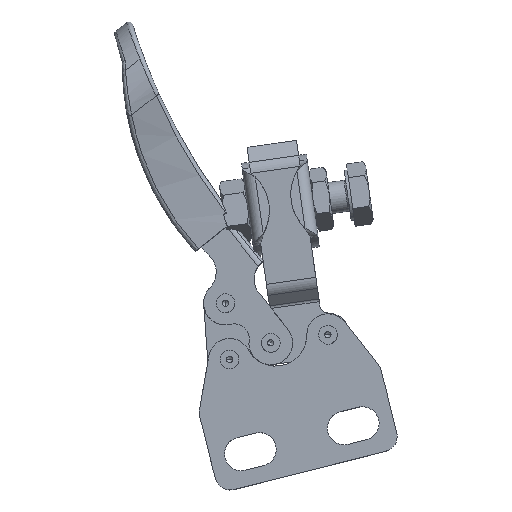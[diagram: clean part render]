
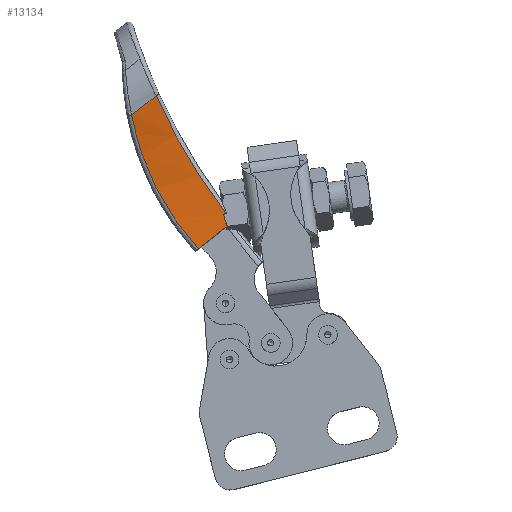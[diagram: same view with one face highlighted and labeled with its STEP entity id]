
A CAD part, top view. The second image highlights one B-rep face of the part: STEP entity #13134.
In plain terms, the highlighted cylindrical face has radius 54.833 mm (diameter 109.667 mm), a partial arc.
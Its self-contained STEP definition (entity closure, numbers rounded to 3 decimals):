
#979=CARTESIAN_POINT('',(-39.912,33.726,20.805));
#980=VERTEX_POINT('',#979);
#990=CARTESIAN_POINT('',(-36.791,36.196,20.805));
#991=VERTEX_POINT('',#990);
#992=CARTESIAN_POINT('',(-36.791,36.196,20.805));
#993=DIRECTION('',(-0.784,-0.621,0.));
#994=VECTOR('',#993,3.98);
#995=LINE('',#992,#994);
#996=EDGE_CURVE('',#991,#980,#995,.T.);
#4637=CARTESIAN_POINT('',(-27.801,21.106,17.51));
#4638=VERTEX_POINT('',#4637);
#4658=CARTESIAN_POINT('',(-28.135,21.011,17.513));
#4659=VERTEX_POINT('',#4658);
#4660=CARTESIAN_POINT('',(-1200.337,-908.95,72.327));
#4661=DIRECTION('',(0.01,-0.072,-0.997));
#4662=DIRECTION('',(0.785,0.619,-0.036));
#4663=AXIS2_PLACEMENT_3D('',#4660,#4661,#4662);
#4664=ELLIPSE('',#4663,1503.317,54.833);
#4665=EDGE_CURVE('',#4659,#4638,#4664,.T.);
#4735=CARTESIAN_POINT('',(-27.69,19.464,17.493));
#4736=VERTEX_POINT('',#4735);
#4737=CARTESIAN_POINT('',(-28.135,21.011,17.513));
#4738=CARTESIAN_POINT('',(-28.118,20.9,17.511));
#4739=CARTESIAN_POINT('',(-28.098,20.79,17.508));
#4740=CARTESIAN_POINT('',(-27.987,20.266,17.498));
#4741=CARTESIAN_POINT('',(-27.854,19.861,17.493));
#4742=CARTESIAN_POINT('',(-27.69,19.464,17.493));
#4743=B_SPLINE_CURVE_WITH_KNOTS('',3,(#4737,#4738,#4739,#4740,#4741,#4742),.UNSPECIFIED.,.F.,.U.,(4,2,4),(1.299,1.334,1.464),.UNSPECIFIED.);
#4744=EDGE_CURVE('',#4659,#4736,#4743,.T.);
#12281=CARTESIAN_POINT('',(-31.357,16.56,17.493));
#12282=VERTEX_POINT('',#12281);
#12283=CARTESIAN_POINT('',(-31.357,16.56,17.493));
#12284=DIRECTION('',(0.784,0.621,0.));
#12285=VECTOR('',#12284,4.677);
#12286=LINE('',#12283,#12285);
#12287=EDGE_CURVE('',#4736,#12282,#12286,.F.);
#12988=CARTESIAN_POINT('',(-31.357,16.56,17.493));
#12989=CARTESIAN_POINT('',(-32.034,17.295,17.493));
#12990=CARTESIAN_POINT('',(-32.681,18.061,17.52));
#12991=CARTESIAN_POINT('',(-34.121,19.926,17.65));
#12992=CARTESIAN_POINT('',(-34.884,21.046,17.775));
#12993=CARTESIAN_POINT('',(-36.006,22.918,18.055));
#12994=CARTESIAN_POINT('',(-36.408,23.649,18.18));
#12995=CARTESIAN_POINT('',(-36.971,24.766,18.396));
#12996=CARTESIAN_POINT('',(-37.151,25.142,18.472));
#12997=CARTESIAN_POINT('',(-37.603,26.125,18.682));
#12998=CARTESIAN_POINT('',(-37.863,26.738,18.823));
#12999=CARTESIAN_POINT('',(-38.491,28.345,19.214));
#13000=CARTESIAN_POINT('',(-38.83,29.347,19.481));
#13001=CARTESIAN_POINT('',(-39.443,31.475,20.09));
#13002=CARTESIAN_POINT('',(-39.707,32.602,20.438));
#13003=CARTESIAN_POINT('',(-39.912,33.726,20.805));
#13004=B_SPLINE_CURVE_WITH_KNOTS('',3,(#12988,#12989,#12990,#12991,#12992,#12993,#12994,#12995,#12996,#12997,#12998,#12999,#13000,#13001,#13002,#13003),.UNSPECIFIED.,.F.,.U.,(4,2,2,2,2,2,2,4),(0.056,0.358,0.766,1.022,1.149,1.354,1.681,2.043),.UNSPECIFIED.);
#13005=EDGE_CURVE('',#12282,#980,#13004,.T.);
#13109=CARTESIAN_POINT('',(-13.64,30.587,72.327));
#13110=DIRECTION('',(-0.784,-0.621,0.));
#13111=DIRECTION('',(0.0,0.0,-1.0));
#13112=AXIS2_PLACEMENT_3D('',#13109,#13110,#13111);
#13113=CYLINDRICAL_SURFACE('',#13112,54.833);
#13114=ORIENTED_EDGE('',*,*,#4665,.T.);
#13115=CARTESIAN_POINT('',(-36.791,36.196,20.805));
#13116=CARTESIAN_POINT('',(-36.471,35.485,20.53));
#13117=CARTESIAN_POINT('',(-36.138,34.773,20.27));
#13118=CARTESIAN_POINT('',(-35.235,32.92,19.636));
#13119=CARTESIAN_POINT('',(-34.645,31.781,19.288));
#13120=CARTESIAN_POINT('',(-33.024,28.837,18.499));
#13121=CARTESIAN_POINT('',(-31.943,27.047,18.128));
#13122=CARTESIAN_POINT('',(-29.839,23.871,17.676));
#13123=CARTESIAN_POINT('',(-28.843,22.471,17.553));
#13124=CARTESIAN_POINT('',(-27.801,21.106,17.51));
#13125=B_SPLINE_CURVE_WITH_KNOTS('',3,(#13115,#13116,#13117,#13118,#13119,#13120,#13121,#13122,#13123,#13124),.UNSPECIFIED.,.F.,.U.,(4,2,2,2,4),(0.0,0.25,0.651,1.291,1.811),.UNSPECIFIED.);
#13126=EDGE_CURVE('',#991,#4638,#13125,.T.);
#13127=ORIENTED_EDGE('',*,*,#13126,.F.);
#13128=ORIENTED_EDGE('',*,*,#996,.T.);
#13129=ORIENTED_EDGE('',*,*,#13005,.F.);
#13130=ORIENTED_EDGE('',*,*,#12287,.F.);
#13131=ORIENTED_EDGE('',*,*,#4744,.F.);
#13132=EDGE_LOOP('',(#13114,#13127,#13128,#13129,#13130,#13131));
#13133=FACE_OUTER_BOUND('',#13132,.T.);
#13134=ADVANCED_FACE('',(#13133),#13113,.F.);
